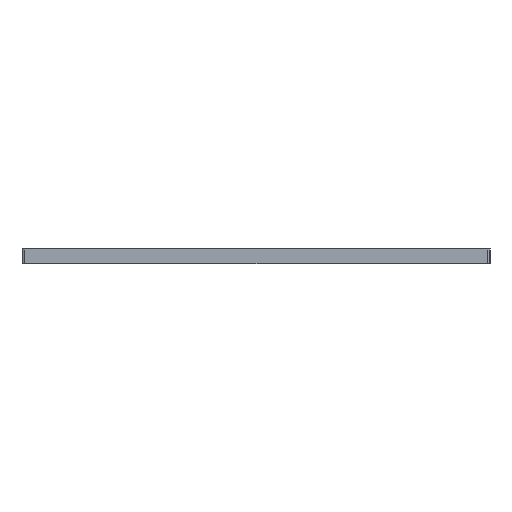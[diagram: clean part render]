
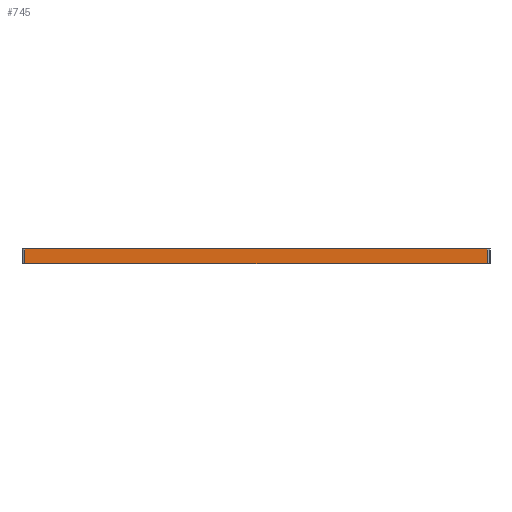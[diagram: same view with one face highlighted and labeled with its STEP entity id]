
A CAD part, left-side view. The second image highlights one B-rep face of the part: STEP entity #745.
In plain terms, the highlighted planar face has unit normal (-1, 0, 0).
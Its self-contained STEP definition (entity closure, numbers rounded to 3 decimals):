
#745=ADVANCED_FACE('',(#1229),#1115,.T.);
#1115=PLANE('',#6705);
#1229=FACE_OUTER_BOUND('',#1593,.T.);
#1593=EDGE_LOOP('',(#2914,#2915,#2916,#2917,#2918));
#2024=LINE('',#19960,#2408);
#2025=LINE('',#20027,#2409);
#2026=LINE('',#20029,#2410);
#2408=VECTOR('',#7256,1.);
#2409=VECTOR('',#7257,1.);
#2410=VECTOR('',#7258,1.);
#2914=ORIENTED_EDGE('',*,*,#5528,.T.);
#2915=ORIENTED_EDGE('',*,*,#5529,.T.);
#2916=ORIENTED_EDGE('',*,*,#5530,.T.);
#2917=ORIENTED_EDGE('',*,*,#5531,.T.);
#2918=ORIENTED_EDGE('',*,*,#5532,.F.);
#4894=VERTEX_POINT('',#19961);
#4895=VERTEX_POINT('',#19962);
#4896=VERTEX_POINT('',#19988);
#4897=VERTEX_POINT('',#20026);
#4898=VERTEX_POINT('',#20028);
#5528=EDGE_CURVE('',#4894,#4895,#2024,.T.);
#5529=EDGE_CURVE('',#4895,#4896,#6495,.T.);
#5530=EDGE_CURVE('',#4896,#4897,#6496,.T.);
#5531=EDGE_CURVE('',#4897,#4898,#2025,.T.);
#5532=EDGE_CURVE('',#4894,#4898,#2026,.T.);
#6495=B_SPLINE_CURVE_WITH_KNOTS('',3,(#19963,#19964,#19965,#19966,#19967,
#19968,#19969,#19970,#19971,#19972,#19973,#19974,#19975,#19976,#19977,#19978,
#19979,#19980,#19981,#19982,#19983,#19984,#19985,#19986,#19987),
 .UNSPECIFIED.,.F.,.F.,(4,3,3,3,3,3,3,3,4),(0.,0.008,0.014,
0.025,0.049,0.097,0.192,
0.382,1.),.UNSPECIFIED.);
#6496=B_SPLINE_CURVE_WITH_KNOTS('',3,(#19989,#19990,#19991,#19992,#19993,
#19994,#19995,#19996,#19997,#19998,#19999,#20000,#20001,#20002,#20003,#20004,
#20005,#20006,#20007,#20008,#20009,#20010,#20011,#20012,#20013,#20014,#20015,
#20016,#20017,#20018,#20019,#20020,#20021,#20022,#20023,#20024,#20025),
 .UNSPECIFIED.,.F.,.F.,(4,3,3,3,3,3,3,3,3,3,3,3,4),(0.,0.007,
0.034,0.142,0.573,0.618,
0.808,0.903,0.951,0.975,
0.986,0.992,1.),.UNSPECIFIED.);
#6705=AXIS2_PLACEMENT_3D('',#20030,#7259,#7260);
#7256=DIRECTION('',(0.,0.,1.));
#7257=DIRECTION('',(0.,0.,-1.));
#7258=DIRECTION('',(0.,1.,0.));
#7259=DIRECTION('',(-1.,0.,0.));
#7260=DIRECTION('',(0.,0.,1.));
#19960=CARTESIAN_POINT('',(-200.,-445.,29.));
#19961=CARTESIAN_POINT('',(-200.,-445.,0.));
#19962=CARTESIAN_POINT('',(-200.,-445.,28.475));
#19963=CARTESIAN_POINT('',(-200.,-445.,28.475));
#19964=CARTESIAN_POINT('',(-200.,-443.873,28.47));
#19965=CARTESIAN_POINT('',(-200.,-442.747,28.469));
#19966=CARTESIAN_POINT('',(-200.,-441.62,28.47));
#19967=CARTESIAN_POINT('',(-200.,-440.739,28.47));
#19968=CARTESIAN_POINT('',(-200.,-439.858,28.47));
#19969=CARTESIAN_POINT('',(-200.,-438.977,28.47));
#19970=CARTESIAN_POINT('',(-200.,-437.216,28.47));
#19971=CARTESIAN_POINT('',(-200.,-435.454,28.47));
#19972=CARTESIAN_POINT('',(-200.,-433.692,28.47));
#19973=CARTESIAN_POINT('',(-200.,-430.168,28.47));
#19974=CARTESIAN_POINT('',(-200.,-426.644,28.47));
#19975=CARTESIAN_POINT('',(-200.,-423.121,28.47));
#19976=CARTESIAN_POINT('',(-200.,-416.073,28.47));
#19977=CARTESIAN_POINT('',(-200.,-409.026,28.47));
#19978=CARTESIAN_POINT('',(-200.,-401.978,28.47));
#19979=CARTESIAN_POINT('',(-200.,-387.883,28.47));
#19980=CARTESIAN_POINT('',(-200.,-373.788,28.47));
#19981=CARTESIAN_POINT('',(-200.,-359.694,28.47));
#19982=CARTESIAN_POINT('',(-200.,-331.504,28.47));
#19983=CARTESIAN_POINT('',(-200.,-303.314,28.47));
#19984=CARTESIAN_POINT('',(-200.,-275.124,28.47));
#19985=CARTESIAN_POINT('',(-200.,-183.416,28.47));
#19986=CARTESIAN_POINT('',(-200.,-91.708,28.47));
#19987=CARTESIAN_POINT('',(-200.,0.,28.47));
#19988=CARTESIAN_POINT('',(-200.,0.,28.47));
#19989=CARTESIAN_POINT('',(-200.,0.,28.47));
#19990=CARTESIAN_POINT('',(-200.,1.,28.47));
#19991=CARTESIAN_POINT('',(-200.,2.,28.47));
#19992=CARTESIAN_POINT('',(-200.,3.,28.47));
#19993=CARTESIAN_POINT('',(-200.,7.,28.47));
#19994=CARTESIAN_POINT('',(-200.,11.,28.47));
#19995=CARTESIAN_POINT('',(-200.,15.,28.47));
#19996=CARTESIAN_POINT('',(-200.,31.,28.47));
#19997=CARTESIAN_POINT('',(-200.,47.,28.47));
#19998=CARTESIAN_POINT('',(-200.,63.,28.47));
#19999=CARTESIAN_POINT('',(-200.,127.,28.47));
#20000=CARTESIAN_POINT('',(-200.,191.,28.47));
#20001=CARTESIAN_POINT('',(-200.,255.,28.47));
#20002=CARTESIAN_POINT('',(-200.,261.708,28.47));
#20003=CARTESIAN_POINT('',(-200.,268.416,28.47));
#20004=CARTESIAN_POINT('',(-200.,275.124,28.47));
#20005=CARTESIAN_POINT('',(-200.,303.314,28.47));
#20006=CARTESIAN_POINT('',(-200.,331.504,28.47));
#20007=CARTESIAN_POINT('',(-200.,359.694,28.47));
#20008=CARTESIAN_POINT('',(-200.,373.788,28.47));
#20009=CARTESIAN_POINT('',(-200.,387.883,28.47));
#20010=CARTESIAN_POINT('',(-200.,401.978,28.47));
#20011=CARTESIAN_POINT('',(-200.,409.026,28.47));
#20012=CARTESIAN_POINT('',(-200.,416.073,28.47));
#20013=CARTESIAN_POINT('',(-200.,423.121,28.47));
#20014=CARTESIAN_POINT('',(-200.,426.644,28.47));
#20015=CARTESIAN_POINT('',(-200.,430.168,28.47));
#20016=CARTESIAN_POINT('',(-200.,433.692,28.47));
#20017=CARTESIAN_POINT('',(-200.,435.454,28.47));
#20018=CARTESIAN_POINT('',(-200.,437.216,28.47));
#20019=CARTESIAN_POINT('',(-200.,438.977,28.47));
#20020=CARTESIAN_POINT('',(-200.,439.858,28.47));
#20021=CARTESIAN_POINT('',(-200.,440.739,28.47));
#20022=CARTESIAN_POINT('',(-200.,441.62,28.47));
#20023=CARTESIAN_POINT('',(-200.,442.747,28.469));
#20024=CARTESIAN_POINT('',(-200.,443.873,28.47));
#20025=CARTESIAN_POINT('',(-200.,445.,28.475));
#20026=CARTESIAN_POINT('',(-200.,445.,28.475));
#20027=CARTESIAN_POINT('',(-200.,445.,29.));
#20028=CARTESIAN_POINT('',(-200.,445.,0.));
#20029=CARTESIAN_POINT('',(-200.,-450.,0.));
#20030=CARTESIAN_POINT('',(-200.,-450.,29.));
